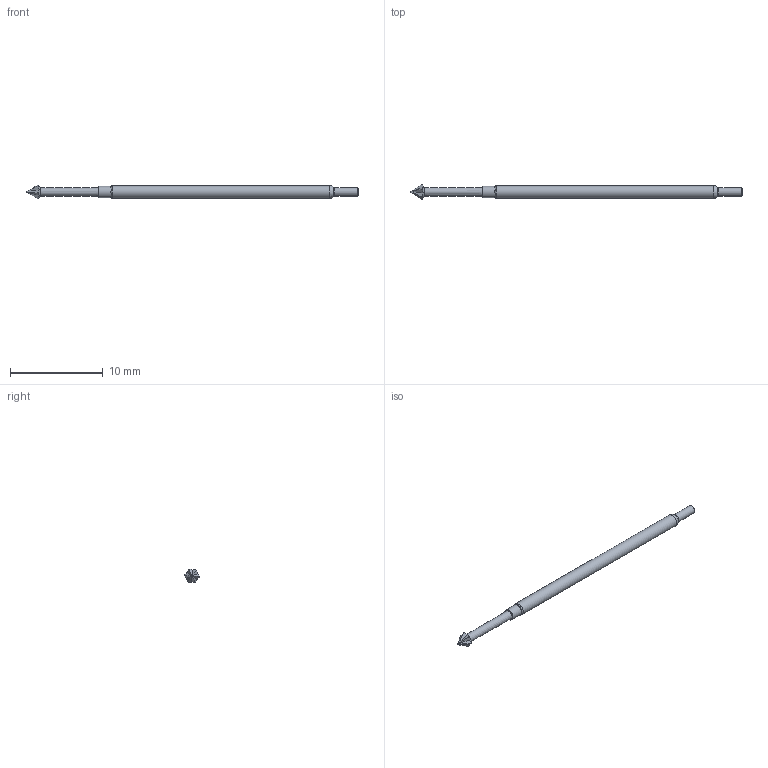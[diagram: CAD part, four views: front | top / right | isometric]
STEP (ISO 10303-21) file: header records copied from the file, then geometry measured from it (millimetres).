
FILE_DESCRIPTION (( 'STEP AP214' ), '1' );
FILE_NAME ('X75-PRP25N6 _.STEP', '2018-09-10T19:34:33', ( '' ), ( '' ), 'SwSTEP 2.0', 'SolidWorks 2017', '' );
FILE_SCHEMA (( 'AUTOMOTIVE_DESIGN' ));
Length unit declared in the file: inch
Products named in the file (1): X75-PRP25N6 _
Bounding box: 35.81 x 1.57 x 1.51 mm (x, y, z)
Volume: 43.6 mm3; surface area: 140.7 mm2
Topology: 1 solids, 1 shells, 33 faces, 82 edges, 52 vertices
Faces by surface type: bspline 12, cylinder 9, cone 5, torus 4, plane 3
Full cylindrical faces by diameter (mm): 0.922 x1, 1.232 x1, 1.367 x1
Entity records: 3557 total; most frequent: CARTESIAN_POINT 2486, ORIENTED_EDGE 134, DIRECTION 82, EDGE_CURVE 67, VERTEX_POINT 49, B_SPLINE_CURVE_WITH_KNOTS 48, EDGE_LOOP 46, AXIS2_PLACEMENT_3D 41
